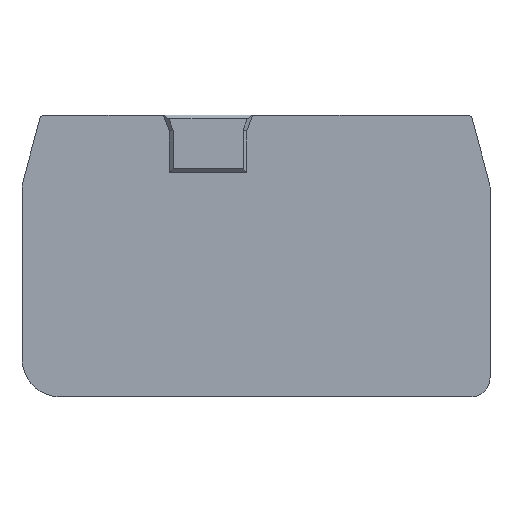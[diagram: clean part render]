
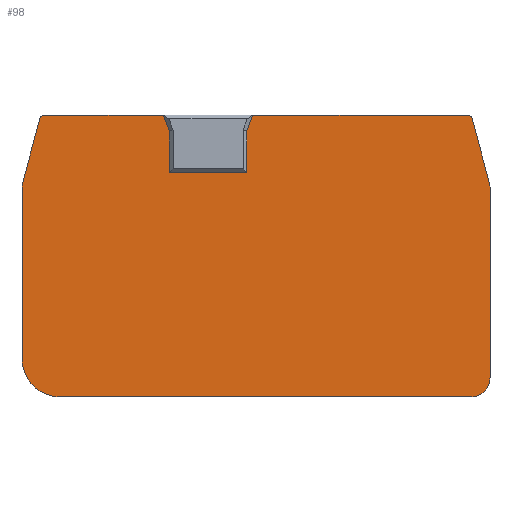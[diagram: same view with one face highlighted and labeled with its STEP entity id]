
A CAD part, front view. The second image highlights one B-rep face of the part: STEP entity #98.
In plain terms, the highlighted planar face has unit normal (0, -1, 0).
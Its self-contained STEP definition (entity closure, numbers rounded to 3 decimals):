
#98 = ADVANCED_FACE( 'NONE', ( #215 ), #216, .F. );
#215 = FACE_OUTER_BOUND( '', #352, .T. );
#216 = PLANE( '', #353 );
#352 = EDGE_LOOP( '', ( #575, #576, #577, #578, #579, #580, #581, #582, #583, #584, #585, #586, #587, #588, #589, #590, #591, #592 ) );
#353 = AXIS2_PLACEMENT_3D( '', #593, #594, #595 );
#575 = ORIENTED_EDGE( '', *, *, #885, .F. );
#576 = ORIENTED_EDGE( '', *, *, #886, .F. );
#577 = ORIENTED_EDGE( '', *, *, #887, .F. );
#578 = ORIENTED_EDGE( '', *, *, #844, .F. );
#579 = ORIENTED_EDGE( '', *, *, #888, .T. );
#580 = ORIENTED_EDGE( '', *, *, #889, .F. );
#581 = ORIENTED_EDGE( '', *, *, #890, .F. );
#582 = ORIENTED_EDGE( '', *, *, #857, .F. );
#583 = ORIENTED_EDGE( '', *, *, #866, .F. );
#584 = ORIENTED_EDGE( '', *, *, #816, .F. );
#585 = ORIENTED_EDGE( '', *, *, #891, .F. );
#586 = ORIENTED_EDGE( '', *, *, #870, .F. );
#587 = ORIENTED_EDGE( '', *, *, #892, .F. );
#588 = ORIENTED_EDGE( '', *, *, #853, .F. );
#589 = ORIENTED_EDGE( '', *, *, #893, .F. );
#590 = ORIENTED_EDGE( '', *, *, #838, .F. );
#591 = ORIENTED_EDGE( '', *, *, #883, .T. );
#592 = ORIENTED_EDGE( '', *, *, #851, .F. );
#593 = CARTESIAN_POINT( '', ( -30.216, -7.35, -18.087 ) );
#594 = DIRECTION( '', ( 0., 1., 0. ) );
#595 = DIRECTION( '', ( 1., 0., 0. ) );
#816 = EDGE_CURVE( 'NONE', #967, #969, #970, .T. );
#838 = EDGE_CURVE( 'NONE', #1003, #1004, #1005, .T. );
#844 = EDGE_CURVE( 'NONE', #1013, #1015, #1016, .T. );
#851 = EDGE_CURVE( 'NONE', #1026, #1021, #1028, .T. );
#853 = EDGE_CURVE( 'NONE', #1030, #1031, #1032, .T. );
#857 = EDGE_CURVE( 'NONE', #1036, #1038, #1039, .T. );
#866 = EDGE_CURVE( 'NONE', #969, #1036, #1053, .T. );
#870 = EDGE_CURVE( 'NONE', #1056, #1058, #1059, .T. );
#883 = EDGE_CURVE( 'NONE', #1003, #1021, #1075, .T. );
#885 = EDGE_CURVE( 'NONE', #1077, #1026, #1078, .T. );
#886 = EDGE_CURVE( 'NONE', #1079, #1077, #1080, .T. );
#887 = EDGE_CURVE( 'NONE', #1015, #1079, #1081, .T. );
#888 = EDGE_CURVE( 'NONE', #1013, #1082, #1083, .T. );
#889 = EDGE_CURVE( 'NONE', #1084, #1082, #1085, .T. );
#890 = EDGE_CURVE( 'NONE', #1038, #1084, #1086, .T. );
#891 = EDGE_CURVE( 'NONE', #1058, #967, #1087, .T. );
#892 = EDGE_CURVE( 'NONE', #1031, #1056, #1088, .T. );
#893 = EDGE_CURVE( 'NONE', #1004, #1030, #1089, .T. );
#967 = VERTEX_POINT( 'NONE', #1183 );
#969 = VERTEX_POINT( 'NONE', #1186 );
#970 = LINE( '', #1187, #1188 );
#1003 = VERTEX_POINT( 'NONE', #1237 );
#1004 = VERTEX_POINT( 'NONE', #1238 );
#1005 = LINE( '', #1239, #1240 );
#1013 = VERTEX_POINT( 'NONE', #1251 );
#1015 = VERTEX_POINT( 'NONE', #1254 );
#1016 = LINE( '', #1255, #1256 );
#1021 = VERTEX_POINT( 'NONE', #1263 );
#1026 = VERTEX_POINT( 'NONE', #1270 );
#1028 = LINE( '', #1273, #1274 );
#1030 = VERTEX_POINT( 'NONE', #1276 );
#1031 = VERTEX_POINT( 'NONE', #1277 );
#1032 = LINE( '', #1278, #1279 );
#1036 = VERTEX_POINT( 'NONE', #1285 );
#1038 = VERTEX_POINT( 'NONE', #1288 );
#1039 = LINE( '', #1289, #1290 );
#1053 = LINE( '', #1311, #1312 );
#1056 = VERTEX_POINT( 'NONE', #1316 );
#1058 = VERTEX_POINT( 'NONE', #1319 );
#1059 = LINE( '', #1320, #1321 );
#1075 = LINE( '', #1346, #1347 );
#1077 = VERTEX_POINT( 'NONE', #1349 );
#1078 = CIRCLE( '', #1350, 4. );
#1079 = VERTEX_POINT( 'NONE', #1351 );
#1080 = LINE( '', #1352, #1353 );
#1081 = CIRCLE( '', #1354, 2. );
#1082 = VERTEX_POINT( 'NONE', #1355 );
#1083 = LINE( '', #1356, #1357 );
#1084 = VERTEX_POINT( 'NONE', #1358 );
#1085 = LINE( '', #1359, #1360 );
#1086 = CIRCLE( '', #1361, 0.5 );
#1087 = LINE( '', #1362, #1363 );
#1088 = LINE( '', #1364, #1365 );
#1089 = CIRCLE( '', #1366, 0.5 );
#1183 = CARTESIAN_POINT( '', ( -0.95, -7.35, 11.025 ) );
#1186 = CARTESIAN_POINT( '', ( -0.95, -7.35, 15.377 ) );
#1187 = CARTESIAN_POINT( '', ( -0.95, -7.35, -18.087 ) );
#1188 = VECTOR( '', #1455, 1000. );
#1237 = CARTESIAN_POINT( '', ( -24.348, -7.35, 9.903 ) );
#1238 = CARTESIAN_POINT( '', ( -22.539, -7.35, 16.654 ) );
#1239 = CARTESIAN_POINT( '', ( -24.348, -7.35, 9.903 ) );
#1240 = VECTOR( '', #1472, 1000. );
#1251 = CARTESIAN_POINT( '', ( 24.4, -7.35, 9.509 ) );
#1254 = CARTESIAN_POINT( '', ( 24.4, -7.35, -10.375 ) );
#1255 = CARTESIAN_POINT( '', ( 24.4, -7.35, -18.087 ) );
#1256 = VECTOR( '', #1477, 1000. );
#1263 = CARTESIAN_POINT( '', ( -24.4, -7.35, 9.509 ) );
#1270 = CARTESIAN_POINT( '', ( -24.4, -7.35, -8.375 ) );
#1273 = CARTESIAN_POINT( '', ( -24.4, -7.35, -18.087 ) );
#1274 = VECTOR( '', #1483, 1000. );
#1276 = CARTESIAN_POINT( '', ( -22.056, -7.35, 17.025 ) );
#1277 = CARTESIAN_POINT( '', ( -9.65, -7.35, 17.025 ) );
#1278 = CARTESIAN_POINT( '', ( -30.216, -7.35, 17.025 ) );
#1279 = VECTOR( '', #1484, 1000. );
#1285 = CARTESIAN_POINT( '', ( -0.35, -7.35, 17.025 ) );
#1288 = CARTESIAN_POINT( '', ( 22.056, -7.35, 17.025 ) );
#1289 = CARTESIAN_POINT( '', ( -30.216, -7.35, 17.025 ) );
#1290 = VECTOR( '', #1488, 1000. );
#1311 = CARTESIAN_POINT( '', ( -0.95, -7.35, 15.377 ) );
#1312 = VECTOR( '', #1496, 1000. );
#1316 = CARTESIAN_POINT( '', ( -9.05, -7.35, 15.377 ) );
#1319 = CARTESIAN_POINT( '', ( -9.05, -7.35, 11.025 ) );
#1320 = CARTESIAN_POINT( '', ( -9.05, -7.35, -18.087 ) );
#1321 = VECTOR( '', #1499, 1000. );
#1346 = CARTESIAN_POINT( '', ( -24.4, -7.35, 9.509 ) );
#1347 = VECTOR( '', #1509, 1000. );
#1349 = CARTESIAN_POINT( '', ( -20.4, -7.35, -12.375 ) );
#1350 = AXIS2_PLACEMENT_3D( '', #1510, #1511, #1512 );
#1351 = CARTESIAN_POINT( '', ( 22.4, -7.35, -12.375 ) );
#1352 = CARTESIAN_POINT( '', ( -30.216, -7.35, -12.375 ) );
#1353 = VECTOR( '', #1513, 1000. );
#1354 = AXIS2_PLACEMENT_3D( '', #1514, #1515, #1516 );
#1355 = CARTESIAN_POINT( '', ( 24.348, -7.35, 9.903 ) );
#1356 = CARTESIAN_POINT( '', ( 24.348, -7.35, 9.903 ) );
#1357 = VECTOR( '', #1517, 1000. );
#1358 = CARTESIAN_POINT( '', ( 22.539, -7.35, 16.654 ) );
#1359 = CARTESIAN_POINT( '', ( 22.539, -7.35, 16.654 ) );
#1360 = VECTOR( '', #1518, 1000. );
#1361 = AXIS2_PLACEMENT_3D( '', #1519, #1520, #1521 );
#1362 = CARTESIAN_POINT( '', ( -30.216, -7.35, 11.025 ) );
#1363 = VECTOR( '', #1522, 1000. );
#1364 = CARTESIAN_POINT( '', ( -9.65, -7.35, 17.025 ) );
#1365 = VECTOR( '', #1523, 1000. );
#1366 = AXIS2_PLACEMENT_3D( '', #1524, #1525, #1526 );
#1455 = DIRECTION( '', ( 0., 0., 1. ) );
#1472 = DIRECTION( '', ( 0.259, 0., 0.966 ) );
#1477 = DIRECTION( '', ( 0., 0., -1. ) );
#1483 = DIRECTION( '', ( 0., 0., 1. ) );
#1484 = DIRECTION( '', ( 1., 0., 0. ) );
#1488 = DIRECTION( '', ( 1., 0., 0. ) );
#1496 = DIRECTION( '', ( 0.342, 0., 0.94 ) );
#1499 = DIRECTION( '', ( 0., 0., -1. ) );
#1509 = DIRECTION( '', ( -0.131, 0., -0.991 ) );
#1510 = CARTESIAN_POINT( '', ( -20.4, -7.35, -8.375 ) );
#1511 = DIRECTION( '', ( 0., 1., 0. ) );
#1512 = DIRECTION( '', ( 0., 0., -1. ) );
#1513 = DIRECTION( '', ( -1., 0., 0. ) );
#1514 = CARTESIAN_POINT( '', ( 22.4, -7.35, -10.375 ) );
#1515 = DIRECTION( '', ( 0., 1., 0. ) );
#1516 = DIRECTION( '', ( 0., 0., -1. ) );
#1517 = DIRECTION( '', ( -0.131, 0., 0.991 ) );
#1518 = DIRECTION( '', ( 0.259, 0., -0.966 ) );
#1519 = CARTESIAN_POINT( '', ( 22.056, -7.35, 16.525 ) );
#1520 = DIRECTION( '', ( 0., 1., 0. ) );
#1521 = DIRECTION( '', ( 0., 0., -1. ) );
#1522 = DIRECTION( '', ( 1., 0., 0. ) );
#1523 = DIRECTION( '', ( 0.342, 0., -0.94 ) );
#1524 = CARTESIAN_POINT( '', ( -22.056, -7.35, 16.525 ) );
#1525 = DIRECTION( '', ( 0., 1., 0. ) );
#1526 = DIRECTION( '', ( 0., 0., -1. ) );
